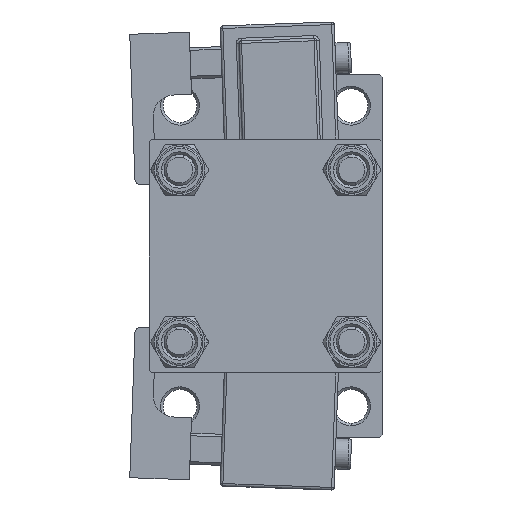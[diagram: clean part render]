
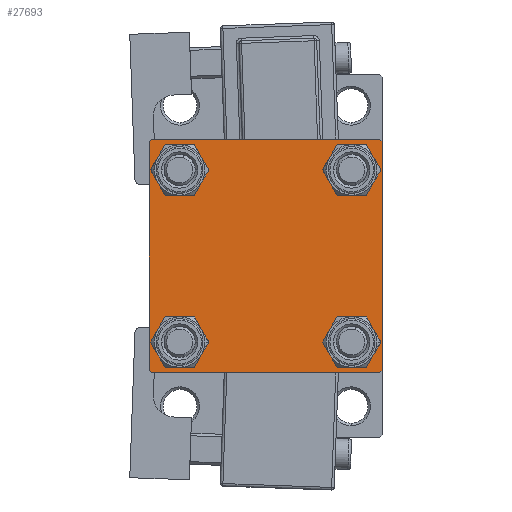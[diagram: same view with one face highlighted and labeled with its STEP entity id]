
A CAD part, left-side view. The second image highlights one B-rep face of the part: STEP entity #27693.
In plain terms, the highlighted planar face has unit normal (-1, 0, 0).
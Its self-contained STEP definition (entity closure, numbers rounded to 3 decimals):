
#73 = AXIS2_PLACEMENT_3D ( 'NONE', #23850, #35592, #1107 ) ;
#941 = DIRECTION ( 'NONE',  ( 0., 0., 1. ) ) ;
#999 = LINE ( 'NONE', #5247, #3000 ) ;
#1020 = DIRECTION ( 'NONE',  ( 0., 0., 1. ) ) ;
#1107 = DIRECTION ( 'NONE',  ( 0., 0., 1. ) ) ;
#1209 = ORIENTED_EDGE ( 'NONE', *, *, #12647, .F. ) ;
#1366 = LINE ( 'NONE', #47131, #13518 ) ;
#1436 = CARTESIAN_POINT ( 'NONE',  ( 0., -16.6, 16.6 ) ) ;
#1629 = EDGE_CURVE ( 'NONE', #33252, #49246, #10883, .T. ) ;
#1838 = ORIENTED_EDGE ( 'NONE', *, *, #21888, .T. ) ;
#2319 = ORIENTED_EDGE ( 'NONE', *, *, #44402, .F. ) ;
#2773 = ORIENTED_EDGE ( 'NONE', *, *, #23974, .T. ) ;
#3000 = VECTOR ( 'NONE', #27738, 1000. ) ;
#3060 = DIRECTION ( 'NONE',  ( 1., 0., 0. ) ) ;
#3358 = EDGE_CURVE ( 'NONE', #48061, #7261, #15657, .T. ) ;
#4009 = AXIS2_PLACEMENT_3D ( 'NONE', #29555, #3060, #7544 ) ;
#4091 = EDGE_LOOP ( 'NONE', ( #16132, #7310 ) ) ;
#4108 = EDGE_CURVE ( 'NONE', #33299, #20705, #10182, .T. ) ;
#4143 = CARTESIAN_POINT ( 'NONE',  ( 0., 0., 0. ) ) ;
#4153 = DIRECTION ( 'NONE',  ( 0., 0.707, -0.707 ) ) ;
#4548 = DIRECTION ( 'NONE',  ( 0., 0., 1. ) ) ;
#4827 = DIRECTION ( 'NONE',  ( 0., -0.707, 0.707 ) ) ;
#4884 = PLANE ( 'NONE',  #23258 ) ;
#4885 = VERTEX_POINT ( 'NONE', #37076 ) ;
#5247 = CARTESIAN_POINT ( 'NONE',  ( 0., 22.25, -22.25 ) ) ;
#5656 = EDGE_LOOP ( 'NONE', ( #8915, #49175 ) ) ;
#6234 = LINE ( 'NONE', #25938, #28732 ) ;
#7261 = VERTEX_POINT ( 'NONE', #32070 ) ;
#7310 = ORIENTED_EDGE ( 'NONE', *, *, #25689, .T. ) ;
#7544 = DIRECTION ( 'NONE',  ( 0., 0., 1. ) ) ;
#7857 = EDGE_CURVE ( 'NONE', #32881, #39206, #26113, .T. ) ;
#8915 = ORIENTED_EDGE ( 'NONE', *, *, #1629, .T. ) ;
#9142 = DIRECTION ( 'NONE',  ( 0., 0., -1. ) ) ;
#9145 = DIRECTION ( 'NONE',  ( 0., 0., 1. ) ) ;
#9152 = FACE_BOUND ( 'NONE', #37138, .T. ) ;
#9914 = AXIS2_PLACEMENT_3D ( 'NONE', #44672, #17659, #18146 ) ;
#10182 = CIRCLE ( 'NONE', #45288, 3.5 ) ;
#10368 = DIRECTION ( 'NONE',  ( 0., 0.707, 0.707 ) ) ;
#10883 = CIRCLE ( 'NONE', #13267, 3.5 ) ;
#11230 = VECTOR ( 'NONE', #10368, 1000. ) ;
#11615 = DIRECTION ( 'NONE',  ( 1., 0., 0. ) ) ;
#12633 = DIRECTION ( 'NONE',  ( 1., 0., 0. ) ) ;
#12647 = EDGE_CURVE ( 'NONE', #42168, #35269, #1366, .T. ) ;
#12703 = EDGE_CURVE ( 'NONE', #42168, #16212, #43893, .T. ) ;
#12791 = CIRCLE ( 'NONE', #4009, 3.5 ) ;
#12916 = CARTESIAN_POINT ( 'NONE',  ( 0., -22., 22.5 ) ) ;
#12950 = ORIENTED_EDGE ( 'NONE', *, *, #3358, .T. ) ;
#13267 = AXIS2_PLACEMENT_3D ( 'NONE', #1436, #39949, #941 ) ;
#13518 = VECTOR ( 'NONE', #9142, 1000. ) ;
#14612 = EDGE_CURVE ( 'NONE', #27341, #4885, #12791, .T. ) ;
#15169 = CARTESIAN_POINT ( 'NONE',  ( 0., 22.25, 22.25 ) ) ;
#15657 = LINE ( 'NONE', #15169, #32465 ) ;
#15989 = ORIENTED_EDGE ( 'NONE', *, *, #7857, .T. ) ;
#16132 = ORIENTED_EDGE ( 'NONE', *, *, #4108, .T. ) ;
#16212 = VERTEX_POINT ( 'NONE', #12916 ) ;
#17495 = LINE ( 'NONE', #22208, #25335 ) ;
#17640 = DIRECTION ( 'NONE',  ( 0., -1., 0. ) ) ;
#17659 = DIRECTION ( 'NONE',  ( 1., 0., 0. ) ) ;
#17812 = CARTESIAN_POINT ( 'NONE',  ( 0., 22., -22.5 ) ) ;
#18146 = DIRECTION ( 'NONE',  ( 0., 0., 1. ) ) ;
#19384 = FACE_OUTER_BOUND ( 'NONE', #41399, .T. ) ;
#19684 = AXIS2_PLACEMENT_3D ( 'NONE', #46560, #38803, #4548 ) ;
#20078 = CARTESIAN_POINT ( 'NONE',  ( 0., -16.6, -16.6 ) ) ;
#20535 = CARTESIAN_POINT ( 'NONE',  ( 0., -16.6, 13.1 ) ) ;
#20682 = VECTOR ( 'NONE', #17640, 1000. ) ;
#20705 = VERTEX_POINT ( 'NONE', #44872 ) ;
#21459 = DIRECTION ( 'NONE',  ( 0., 0., -1. ) ) ;
#21888 = EDGE_CURVE ( 'NONE', #39206, #35269, #42847, .T. ) ;
#22179 = CARTESIAN_POINT ( 'NONE',  ( 0., 22.5, -22. ) ) ;
#22208 = CARTESIAN_POINT ( 'NONE',  ( 0., 22.5, 22.5 ) ) ;
#23258 = AXIS2_PLACEMENT_3D ( 'NONE', #4143, #27617, #31385 ) ;
#23659 = CARTESIAN_POINT ( 'NONE',  ( 0., 22., 22.5 ) ) ;
#23850 = CARTESIAN_POINT ( 'NONE',  ( 0., 16.6, -16.6 ) ) ;
#23974 = EDGE_CURVE ( 'NONE', #7261, #34823, #6234, .T. ) ;
#24255 = CARTESIAN_POINT ( 'NONE',  ( 0., 16.6, 20.1 ) ) ;
#24628 = EDGE_LOOP ( 'NONE', ( #30096, #43974 ) ) ;
#24739 = CARTESIAN_POINT ( 'NONE',  ( 0., -16.6, -20.1 ) ) ;
#24773 = ORIENTED_EDGE ( 'NONE', *, *, #31526, .T. ) ;
#25335 = VECTOR ( 'NONE', #37477, 1000. ) ;
#25689 = EDGE_CURVE ( 'NONE', #20705, #33299, #39201, .T. ) ;
#25938 = CARTESIAN_POINT ( 'NONE',  ( 0., 22.5, 22.5 ) ) ;
#26113 = LINE ( 'NONE', #44410, #20682 ) ;
#27018 = CARTESIAN_POINT ( 'NONE',  ( 0., 16.6, -16.6 ) ) ;
#27079 = ORIENTED_EDGE ( 'NONE', *, *, #49215, .T. ) ;
#27341 = VERTEX_POINT ( 'NONE', #24739 ) ;
#27359 = AXIS2_PLACEMENT_3D ( 'NONE', #20078, #11615, #35076 ) ;
#27617 = DIRECTION ( 'NONE',  ( -1., 0., 0. ) ) ;
#27693 = ADVANCED_FACE ( 'NONE', ( #43406, #31624, #30884, #9152, #19384 ), #4884, .T. ) ;
#27738 = DIRECTION ( 'NONE',  ( 0., -0.707, -0.707 ) ) ;
#27760 = DIRECTION ( 'NONE',  ( 1., 0., 0. ) ) ;
#28221 = CIRCLE ( 'NONE', #48206, 3.5 ) ;
#28732 = VECTOR ( 'NONE', #21459, 1000. ) ;
#29433 = CARTESIAN_POINT ( 'NONE',  ( 0., 16.6, -13.1 ) ) ;
#29555 = CARTESIAN_POINT ( 'NONE',  ( 0., -16.6, -16.6 ) ) ;
#30096 = ORIENTED_EDGE ( 'NONE', *, *, #30934, .T. ) ;
#30884 = FACE_BOUND ( 'NONE', #4091, .T. ) ;
#30934 = EDGE_CURVE ( 'NONE', #4885, #27341, #36155, .T. ) ;
#31385 = DIRECTION ( 'NONE',  ( 0., 0., 1. ) ) ;
#31526 = EDGE_CURVE ( 'NONE', #33910, #32458, #28221, .T. ) ;
#31624 = FACE_BOUND ( 'NONE', #24628, .T. ) ;
#32070 = CARTESIAN_POINT ( 'NONE',  ( 0., 22.5, 22. ) ) ;
#32458 = VERTEX_POINT ( 'NONE', #49235 ) ;
#32465 = VECTOR ( 'NONE', #4153, 1000. ) ;
#32881 = VERTEX_POINT ( 'NONE', #17812 ) ;
#33252 = VERTEX_POINT ( 'NONE', #48212 ) ;
#33299 = VERTEX_POINT ( 'NONE', #29433 ) ;
#33569 = CARTESIAN_POINT ( 'NONE',  ( 0., -22.5, -22. ) ) ;
#33910 = VERTEX_POINT ( 'NONE', #24255 ) ;
#34151 = ORIENTED_EDGE ( 'NONE', *, *, #12703, .T. ) ;
#34823 = VERTEX_POINT ( 'NONE', #22179 ) ;
#35076 = DIRECTION ( 'NONE',  ( 0., 0., 1. ) ) ;
#35269 = VERTEX_POINT ( 'NONE', #33569 ) ;
#35320 = CARTESIAN_POINT ( 'NONE',  ( 0., -22.25, -22.25 ) ) ;
#35367 = ORIENTED_EDGE ( 'NONE', *, *, #44168, .T. ) ;
#35592 = DIRECTION ( 'NONE',  ( 1., 0., 0. ) ) ;
#35609 = CARTESIAN_POINT ( 'NONE',  ( 0., 16.6, 16.6 ) ) ;
#35755 = EDGE_CURVE ( 'NONE', #49246, #33252, #45826, .T. ) ;
#36155 = CIRCLE ( 'NONE', #27359, 3.5 ) ;
#37076 = CARTESIAN_POINT ( 'NONE',  ( 0., -16.6, -13.1 ) ) ;
#37138 = EDGE_LOOP ( 'NONE', ( #24773, #27079 ) ) ;
#37477 = DIRECTION ( 'NONE',  ( 0., -1., 0. ) ) ;
#38803 = DIRECTION ( 'NONE',  ( 1., 0., 0. ) ) ;
#39201 = CIRCLE ( 'NONE', #73, 3.5 ) ;
#39206 = VERTEX_POINT ( 'NONE', #48092 ) ;
#39344 = VECTOR ( 'NONE', #4827, 1000. ) ;
#39949 = DIRECTION ( 'NONE',  ( 1., 0., 0. ) ) ;
#40871 = CARTESIAN_POINT ( 'NONE',  ( 0., -22.25, 22.25 ) ) ;
#41265 = CIRCLE ( 'NONE', #19684, 3.5 ) ;
#41399 = EDGE_LOOP ( 'NONE', ( #2773, #35367, #15989, #1838, #1209, #34151, #2319, #12950 ) ) ;
#42168 = VERTEX_POINT ( 'NONE', #48235 ) ;
#42847 = LINE ( 'NONE', #35320, #39344 ) ;
#43406 = FACE_BOUND ( 'NONE', #5656, .T. ) ;
#43893 = LINE ( 'NONE', #40871, #11230 ) ;
#43974 = ORIENTED_EDGE ( 'NONE', *, *, #14612, .T. ) ;
#44168 = EDGE_CURVE ( 'NONE', #34823, #32881, #999, .T. ) ;
#44402 = EDGE_CURVE ( 'NONE', #48061, #16212, #17495, .T. ) ;
#44410 = CARTESIAN_POINT ( 'NONE',  ( 0., 22.5, -22.5 ) ) ;
#44672 = CARTESIAN_POINT ( 'NONE',  ( 0., -16.6, 16.6 ) ) ;
#44872 = CARTESIAN_POINT ( 'NONE',  ( 0., 16.6, -20.1 ) ) ;
#45288 = AXIS2_PLACEMENT_3D ( 'NONE', #27018, #27760, #1020 ) ;
#45826 = CIRCLE ( 'NONE', #9914, 3.5 ) ;
#46560 = CARTESIAN_POINT ( 'NONE',  ( 0., 16.6, 16.6 ) ) ;
#47131 = CARTESIAN_POINT ( 'NONE',  ( 0., -22.5, 22.5 ) ) ;
#48061 = VERTEX_POINT ( 'NONE', #23659 ) ;
#48092 = CARTESIAN_POINT ( 'NONE',  ( 0., -22., -22.5 ) ) ;
#48206 = AXIS2_PLACEMENT_3D ( 'NONE', #35609, #12633, #9145 ) ;
#48212 = CARTESIAN_POINT ( 'NONE',  ( 0., -16.6, 20.1 ) ) ;
#48235 = CARTESIAN_POINT ( 'NONE',  ( 0., -22.5, 22. ) ) ;
#49175 = ORIENTED_EDGE ( 'NONE', *, *, #35755, .T. ) ;
#49215 = EDGE_CURVE ( 'NONE', #32458, #33910, #41265, .T. ) ;
#49235 = CARTESIAN_POINT ( 'NONE',  ( 0., 16.6, 13.1 ) ) ;
#49246 = VERTEX_POINT ( 'NONE', #20535 ) ;
